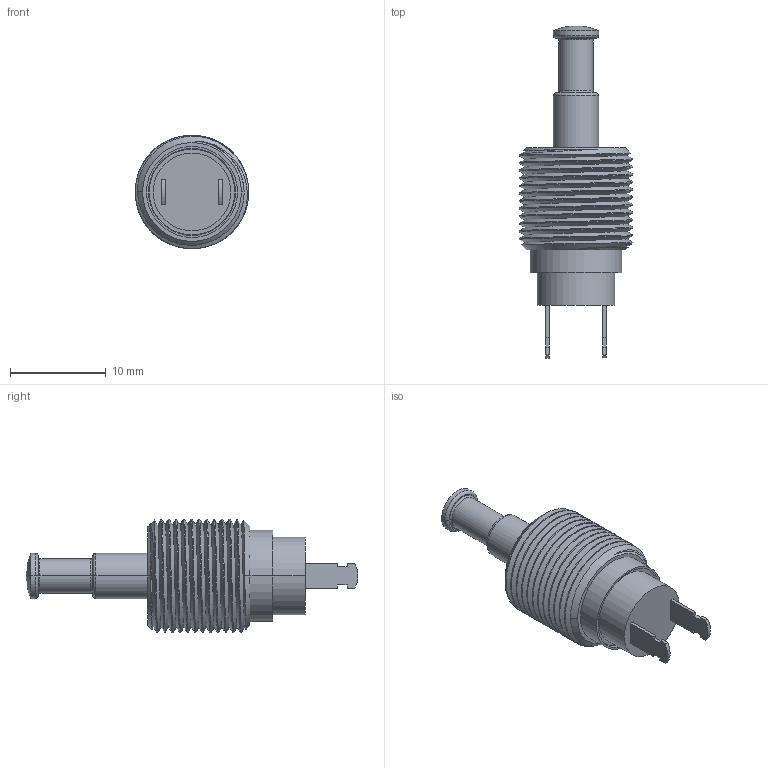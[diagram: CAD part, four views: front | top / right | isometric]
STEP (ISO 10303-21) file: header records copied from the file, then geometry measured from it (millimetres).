
FILE_DESCRIPTION((''),'2;1');
FILE_NAME('30-32_XXX_ASM','2014-12-08T',('gdreher'),(''),'PRO/ENGINEER BY PARAMETRIC TECHNOLOGY CORPORATION, 2011490','PRO/ENGINEER BY PARAMETRIC TECHNOLOGY CORPORATION, 2011490','');
FILE_SCHEMA(('CONFIG_CONTROL_DESIGN'));
Length unit declared in the file: inch
Products named in the file (5): 30C2064-0; 30Z1143-2; 30B1014-1; 30L1018-0; 30-32_XXX_ASM
Assembly tree (5 placements, depth 2):
  30-32_XXX_ASM
    30C2064-0
    30Z1143-2
    30B1014-1
    30L1018-0  x2
Bounding box: 11.86 x 34.7 x 11.85 mm (x, y, z)
Volume: 1229.5 mm3; surface area: 2215.3 mm2
Topology: 5 solids, 5 shells, 186 faces, 464 edges, 294 vertices
Faces by surface type: plane 75, cylinder 67, torus 18, bspline 14, cone 10, sphere 2
Entity records: 8624 total; most frequent: CARTESIAN_POINT 4746, ORIENTED_EDGE 792, DIRECTION 764, EDGE_CURVE 396, AXIS2_PLACEMENT_3D 287, VERTEX_POINT 250, VECTOR 190, LINE 190
